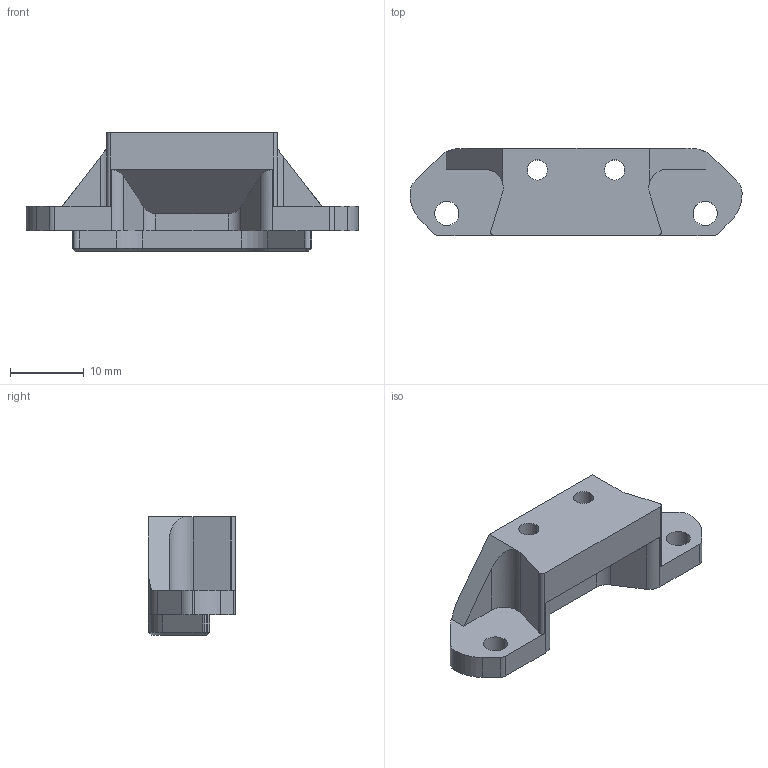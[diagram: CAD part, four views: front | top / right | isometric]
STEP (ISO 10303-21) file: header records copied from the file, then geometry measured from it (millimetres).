
FILE_DESCRIPTION (( 'STEP AP214' ), '1' );
FILE_NAME ('TAP V2-UHF-EDDY-423.STEP', '2024-04-23T10:54:12', ( 'Windows User' ), ( 'P R C' ), 'SwSTEP 2.0', 'SolidWorks 2023', '' );
FILE_SCHEMA (( 'AUTOMOTIVE_DESIGN' ));
Length unit declared in the file: millimetre
Products named in the file (1): TAP V2-UHF-EDDY-423
Bounding box: 45.09 x 11.82 x 16.08 mm (x, y, z)
Volume: 3690.9 mm3; surface area: 2508.1 mm2
Topology: 1 solids, 1 shells, 81 faces, 227 edges, 146 vertices
Faces by surface type: cylinder 36, plane 34, cone 11
Entity records: 2656 total; most frequent: CARTESIAN_POINT 479, DIRECTION 467, ORIENTED_EDGE 454, EDGE_CURVE 227, AXIS2_PLACEMENT_3D 166, VERTEX_POINT 146, VECTOR 135, LINE 135
